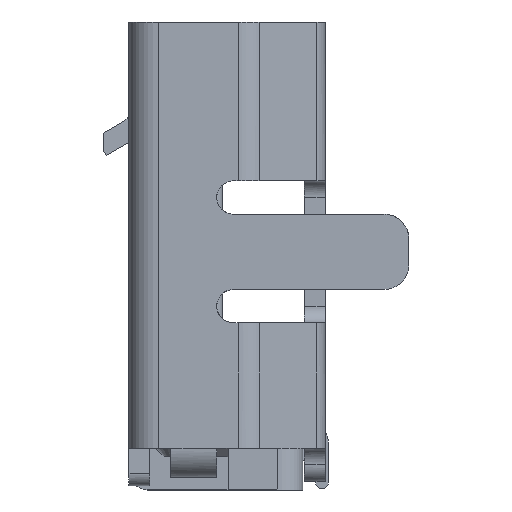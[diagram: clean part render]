
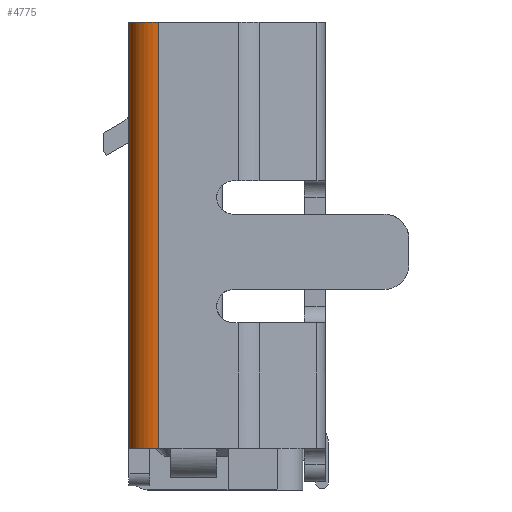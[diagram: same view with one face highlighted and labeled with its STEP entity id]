
A CAD part, left-side view. The second image highlights one B-rep face of the part: STEP entity #4775.
In plain terms, the highlighted cylindrical face has radius 0.35 mm (diameter 0.7 mm), a partial arc.
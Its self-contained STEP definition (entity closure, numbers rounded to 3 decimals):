
#688 = EDGE_CURVE ( 'NONE', #4879, #9220, #16908, .T. ) ;
#1359 = LINE ( 'NONE', #15525, #6784 ) ;
#1714 = AXIS2_PLACEMENT_3D ( 'NONE', #17014, #20397, #20644 ) ;
#3339 = EDGE_CURVE ( 'NONE', #7283, #9220, #1359, .T. ) ;
#3402 = DIRECTION ( 'NONE',  ( 0., 0., 1. ) ) ;
#3586 = AXIS2_PLACEMENT_3D ( 'NONE', #17870, #4222, #14135 ) ;
#4222 = DIRECTION ( 'NONE',  ( 0., 0., 1. ) ) ;
#4775 = ADVANCED_FACE ( 'NONE', ( #13099 ), #15012, .T. ) ;
#4788 = DIRECTION ( 'NONE',  ( 0., 0., 1. ) ) ;
#4879 = VERTEX_POINT ( 'NONE', #12166 ) ;
#5240 = VECTOR ( 'NONE', #3402, 1000. ) ;
#5329 = LINE ( 'NONE', #12002, #5240 ) ;
#6388 = CARTESIAN_POINT ( 'NONE',  ( -3.7, 0.825, -5.1 ) ) ;
#6784 = VECTOR ( 'NONE', #8270, 1000. ) ;
#7283 = VERTEX_POINT ( 'NONE', #6388 ) ;
#8270 = DIRECTION ( 'NONE',  ( 0., 0., 1. ) ) ;
#9150 = ORIENTED_EDGE ( 'NONE', *, *, #16708, .T. ) ;
#9220 = VERTEX_POINT ( 'NONE', #10758 ) ;
#10547 = ORIENTED_EDGE ( 'NONE', *, *, #3339, .T. ) ;
#10758 = CARTESIAN_POINT ( 'NONE',  ( -3.7, 0.825, 0. ) ) ;
#10926 = CARTESIAN_POINT ( 'NONE',  ( -3.35, 1.175, -5.1 ) ) ;
#12002 = CARTESIAN_POINT ( 'NONE',  ( -3.35, 1.175, -5.55 ) ) ;
#12166 = CARTESIAN_POINT ( 'NONE',  ( -3.35, 1.175, 0. ) ) ;
#12807 = EDGE_CURVE ( 'NONE', #20084, #4879, #5329, .T. ) ;
#13099 = FACE_OUTER_BOUND ( 'NONE', #13871, .T. ) ;
#13497 = ORIENTED_EDGE ( 'NONE', *, *, #12807, .F. ) ;
#13871 = EDGE_LOOP ( 'NONE', ( #10547, #20606, #13497, #9150 ) ) ;
#14135 = DIRECTION ( 'NONE',  ( 1., 0., 0. ) ) ;
#14449 = CIRCLE ( 'NONE', #3586, 0.35 ) ;
#15012 = CYLINDRICAL_SURFACE ( 'NONE', #15716, 0.35 ) ;
#15525 = CARTESIAN_POINT ( 'NONE',  ( -3.7, 0.825, 0. ) ) ;
#15583 = DIRECTION ( 'NONE',  ( 1., 0., 0. ) ) ;
#15716 = AXIS2_PLACEMENT_3D ( 'NONE', #19000, #4788, #15583 ) ;
#16708 = EDGE_CURVE ( 'NONE', #20084, #7283, #14449, .T. ) ;
#16908 = CIRCLE ( 'NONE', #1714, 0.35 ) ;
#17014 = CARTESIAN_POINT ( 'NONE',  ( -3.35, 0.825, 0. ) ) ;
#17870 = CARTESIAN_POINT ( 'NONE',  ( -3.35, 0.825, -5.1 ) ) ;
#19000 = CARTESIAN_POINT ( 'NONE',  ( -3.35, 0.825, 0. ) ) ;
#20084 = VERTEX_POINT ( 'NONE', #10926 ) ;
#20397 = DIRECTION ( 'NONE',  ( 0., 0., 1. ) ) ;
#20606 = ORIENTED_EDGE ( 'NONE', *, *, #688, .F. ) ;
#20644 = DIRECTION ( 'NONE',  ( 1., 0., 0. ) ) ;
